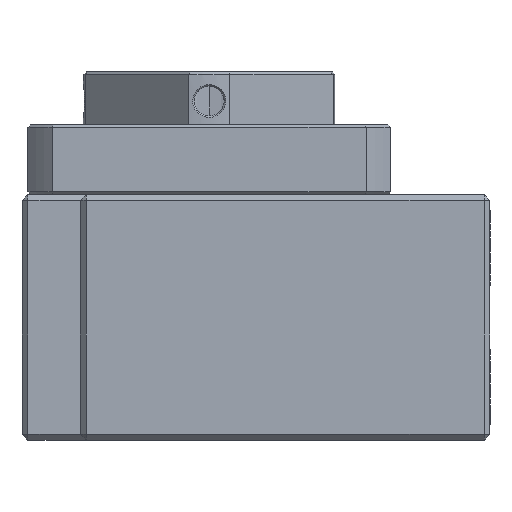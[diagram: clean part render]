
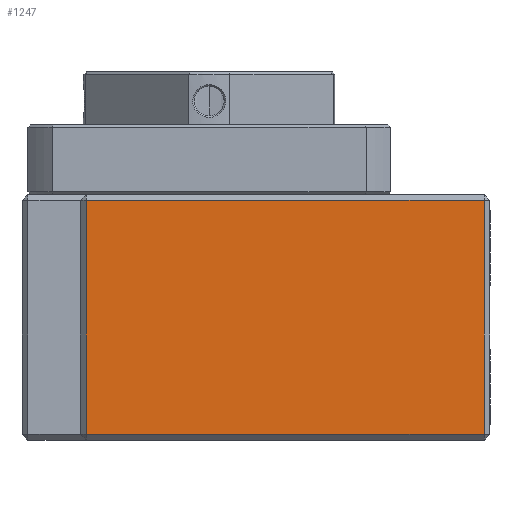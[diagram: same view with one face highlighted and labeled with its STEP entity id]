
A CAD part, left-side view. The second image highlights one B-rep face of the part: STEP entity #1247.
In plain terms, the highlighted planar face has unit normal (-1, 0, 0).
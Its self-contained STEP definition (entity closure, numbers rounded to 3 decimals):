
#639 = CARTESIAN_POINT ( 'NONE',  ( -53., 70., 21. ) ) ;
#885 = PLANE ( 'NONE',  #21438 ) ;
#916 = VECTOR ( 'NONE', #17638, 1000. ) ;
#1045 = ORIENTED_EDGE ( 'NONE', *, *, #18980, .F. ) ;
#1247 = ADVANCED_FACE ( 'NONE', ( #20026 ), #885, .F. ) ;
#3097 = LINE ( 'NONE', #14067, #11174 ) ;
#5306 = VECTOR ( 'NONE', #10383, 1000. ) ;
#6250 = EDGE_LOOP ( 'NONE', ( #25574, #8977, #1045, #15585 ) ) ;
#7504 = CARTESIAN_POINT ( 'NONE',  ( -53., 69., 21. ) ) ;
#8446 = VERTEX_POINT ( 'NONE', #9456 ) ;
#8977 = ORIENTED_EDGE ( 'NONE', *, *, #9315, .F. ) ;
#9315 = EDGE_CURVE ( 'NONE', #24415, #8446, #13385, .T. ) ;
#9323 = DIRECTION ( 'NONE',  ( 1., 0., 0. ) ) ;
#9456 = CARTESIAN_POINT ( 'NONE',  ( -53., 1., 20. ) ) ;
#10383 = DIRECTION ( 'NONE',  ( 0., 0., -1. ) ) ;
#10640 = VECTOR ( 'NONE', #22033, 1000. ) ;
#11174 = VECTOR ( 'NONE', #11555, 1000. ) ;
#11555 = DIRECTION ( 'NONE',  ( 0., -1., 0. ) ) ;
#11689 = DIRECTION ( 'NONE',  ( 0., 1., 0. ) ) ;
#12298 = CARTESIAN_POINT ( 'NONE',  ( -53., 1., -20. ) ) ;
#13247 = LINE ( 'NONE', #21755, #5306 ) ;
#13385 = LINE ( 'NONE', #21759, #10640 ) ;
#14067 = CARTESIAN_POINT ( 'NONE',  ( -53., 70., -20. ) ) ;
#15497 = CARTESIAN_POINT ( 'NONE',  ( -53., 69., 20. ) ) ;
#15585 = ORIENTED_EDGE ( 'NONE', *, *, #15655, .T. ) ;
#15655 = EDGE_CURVE ( 'NONE', #23338, #22298, #3097, .T. ) ;
#17638 = DIRECTION ( 'NONE',  ( 0., 0., 1. ) ) ;
#17922 = CARTESIAN_POINT ( 'NONE',  ( -53., 69., -20. ) ) ;
#18980 = EDGE_CURVE ( 'NONE', #23338, #24415, #24247, .T. ) ;
#19472 = EDGE_CURVE ( 'NONE', #8446, #22298, #13247, .T. ) ;
#20026 = FACE_OUTER_BOUND ( 'NONE', #6250, .T. ) ;
#21438 = AXIS2_PLACEMENT_3D ( 'NONE', #639, #9323, #11689 ) ;
#21755 = CARTESIAN_POINT ( 'NONE',  ( -53., 1., 21. ) ) ;
#21759 = CARTESIAN_POINT ( 'NONE',  ( -53., 70., 20. ) ) ;
#22033 = DIRECTION ( 'NONE',  ( 0., -1., 0. ) ) ;
#22298 = VERTEX_POINT ( 'NONE', #12298 ) ;
#23338 = VERTEX_POINT ( 'NONE', #17922 ) ;
#24247 = LINE ( 'NONE', #7504, #916 ) ;
#24415 = VERTEX_POINT ( 'NONE', #15497 ) ;
#25574 = ORIENTED_EDGE ( 'NONE', *, *, #19472, .F. ) ;
